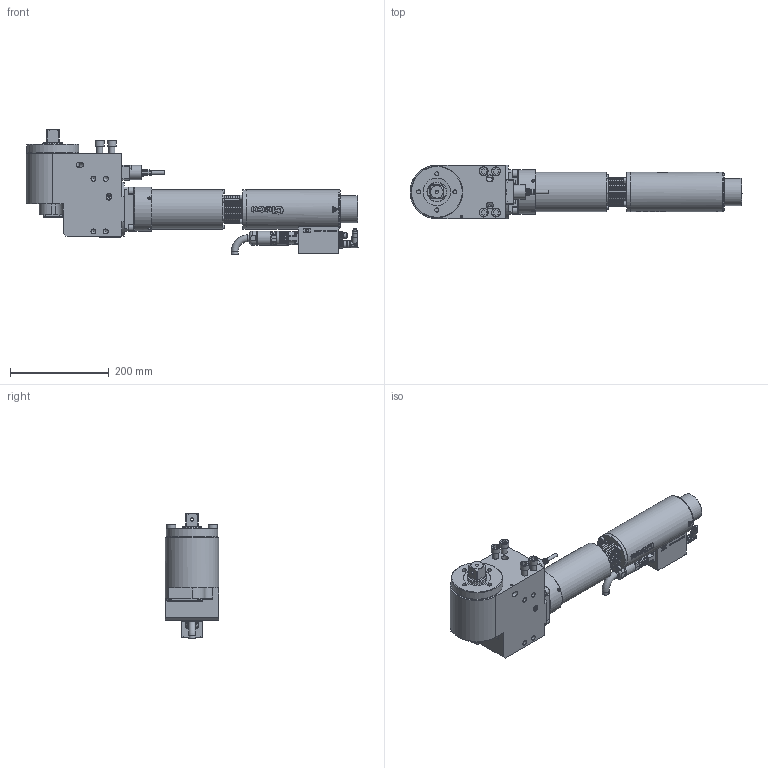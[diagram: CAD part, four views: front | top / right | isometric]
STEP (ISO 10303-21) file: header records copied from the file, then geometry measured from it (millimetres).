
FILE_DESCRIPTION(/* description */ (''),/* implementation_level */ '2;1');
FILE_NAME(/* name */ '4BD660T1A-A_IAM_001.iam.step',/* time_stamp */ '2021-08-10T08:54:38+02:00',/* author */ ('cideon'),/* organization */ (''),/* preprocessor_version */ 'ST-DEVELOPER v17.2',/* originating_system */ 'Autodesk Inventor 2019',/* authorisation */ '');
FILE_SCHEMA (('AUTOMOTIVE_DESIGN { 1 0 10303 214 3 1 1 }'));
Length unit declared in the file: centimetre
Products named in the file (1): Bauteil7
Bounding box: 674 x 109 x 253.8 mm (x, y, z)
Volume: 4793933.4 mm3; surface area: 525677.1 mm2
Topology: 1 solids, 1 shells, 3567 faces, 9783 edges, 6506 vertices
Faces by surface type: plane 2079, cylinder 833, bspline 276, cone 185, torus 182, sphere 12
Full cylindrical faces by diameter (mm): 0.434 x2, 0.6 x6, 0.9 x8, 1.83 x2, 2.05 x2, 2.1 x2, 2.5 x1, 2.8 x3, 3 x2, 3.4 x1, 3.5 x1, 4 x2, 4.2 x1, 4.5 x3, 5 x2, 5.1 x1, 5.2 x1, 5.5 x11, 5.6 x4, 5.9 x1, 6 x16, 6.3 x1, 6.6 x1, 6.7 x1, 7 x8, 7.3 x1, 7.5 x3, 8.2 x2, 8.4 x2, 8.5 x1
Entity records: 161693 total; most frequent: CARTESIAN_POINT 71717, ORIENTED_EDGE 19502, DIRECTION 17049, EDGE_CURVE 9751, VERTEX_POINT 6506, AXIS2_PLACEMENT_3D 5718, LINE 5613, VECTOR 5613
